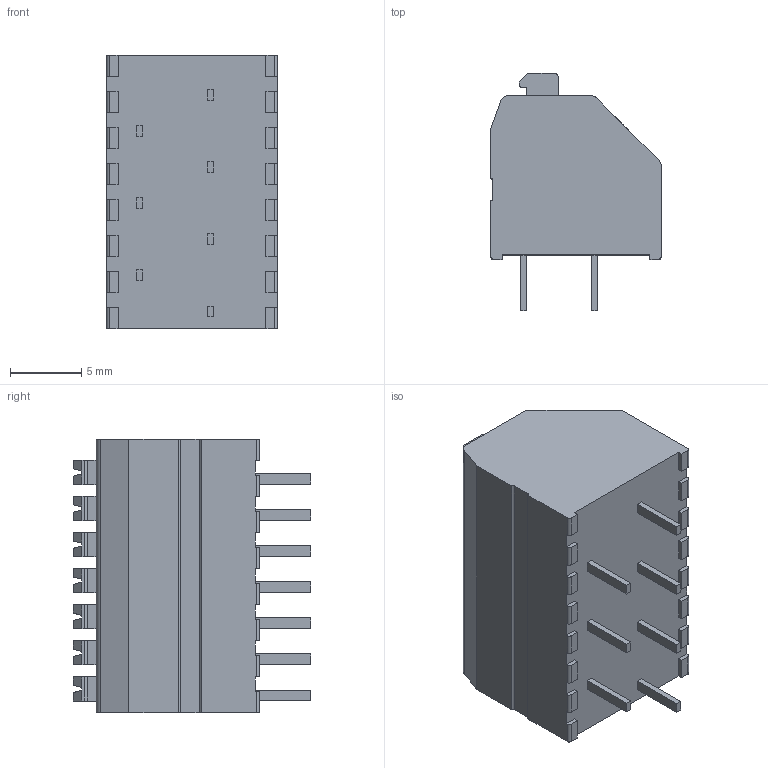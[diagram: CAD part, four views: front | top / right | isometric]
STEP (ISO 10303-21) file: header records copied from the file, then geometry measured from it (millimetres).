
FILE_DESCRIPTION(/* description */ ('STEP AP214'),/* implementation_level */ '2;1');
FILE_NAME(/* name */ '250-1407',/* time_stamp */ '2024-12-10T06:19:02+01:00',/* author */ ('License CC BY-ND 4.0'),/* organization */ ('CADENAS'),/* preprocessor_version */ 'ST-DEVELOPER v19.3',/* originating_system */ 'PARTsolutions',/* authorisation */ ' ');
FILE_SCHEMA (('AUTOMOTIVE_DESIGN {1 0 10303 214 3 1 1}'));
Length unit declared in the file: millimetre
Products named in the file (1): 250-1407
Bounding box: 12 x 16.7 x 19.28 mm (x, y, z)
Volume: 2345 mm3; surface area: 1334.1 mm2
Topology: 1 solids, 1 shells, 329 faces, 897 edges, 584 vertices
Faces by surface type: plane 252, cylinder 63, cone 14
Entity records: 12610 total; most frequent: CARTESIAN_POINT 1811, ORIENTED_EDGE 1794, DIRECTION 1725, EDGE_CURVE 897, LINE 729, VECTOR 729, VERTEX_POINT 584, AXIS2_PLACEMENT_3D 498
